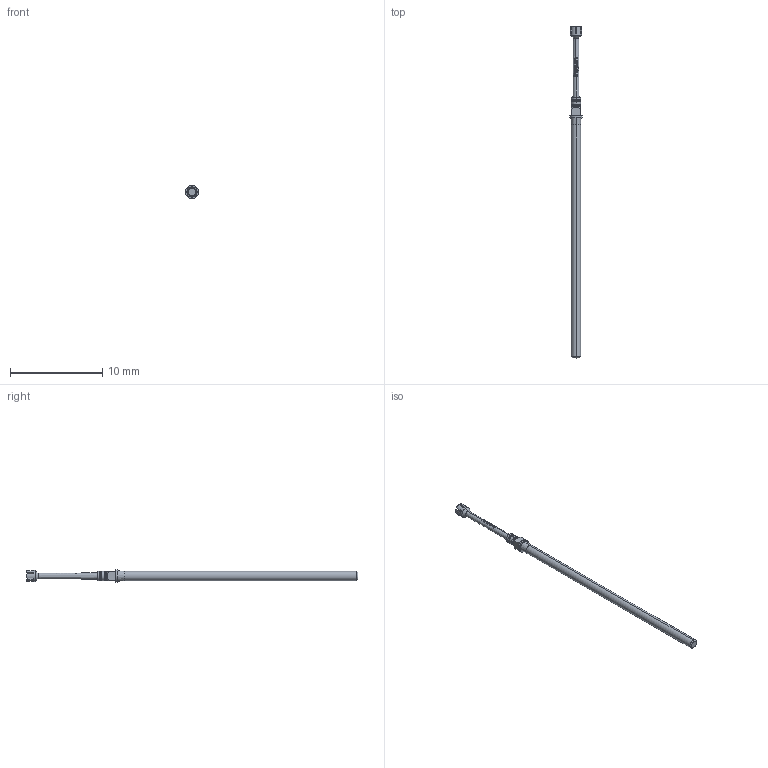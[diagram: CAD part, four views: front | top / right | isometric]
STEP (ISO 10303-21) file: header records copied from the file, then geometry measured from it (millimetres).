
FILE_DESCRIPTION (( 'STEP AP203' ), '1' );
FILE_NAME ('INGUN_GKS-075_319_120_A_xx02_M.STEP', '2021-09-29T05:22:12', ( 'ochi' ), ( '' ), 'SwSTEP 2.0', 'SolidWorks 2018', '' );
FILE_SCHEMA (( 'CONFIG_CONTROL_DESIGN' ));
Length unit declared in the file: millimetre
Products named in the file (1): INGUN_GKS-075_319_120_A_xx02_M
Bounding box: 1.4 x 35.9 x 1.4 mm (x, y, z)
Volume: 25.4 mm3; surface area: 113.4 mm2
Topology: 1 solids, 1 shells, 131 faces, 351 edges, 225 vertices
Faces by surface type: bspline 51, cone 36, plane 24, cylinder 12, torus 8
Entity records: 5169 total; most frequent: CARTESIAN_POINT 2326, ORIENTED_EDGE 702, DIRECTION 378, EDGE_CURVE 351, VERTEX_POINT 225, B_SPLINE_CURVE_WITH_KNOTS 207, AXIS2_PLACEMENT_3D 153, EDGE_LOOP 134
